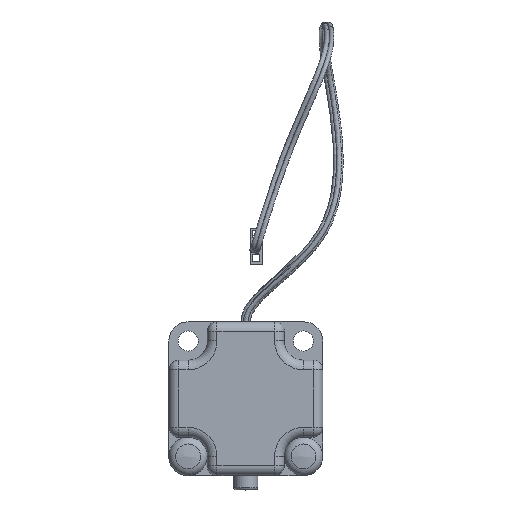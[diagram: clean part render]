
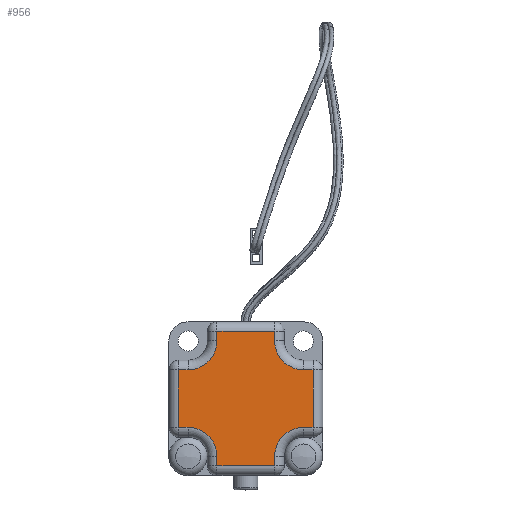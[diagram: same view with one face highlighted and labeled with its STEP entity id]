
A CAD part, top view. The second image highlights one B-rep face of the part: STEP entity #956.
In plain terms, the highlighted face is planar.
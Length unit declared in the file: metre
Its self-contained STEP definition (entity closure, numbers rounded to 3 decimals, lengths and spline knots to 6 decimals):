
#956 = ADVANCED_FACE( '', ( #2012 ), #2013, .F. );
#2012 = FACE_OUTER_BOUND( '', #3254, .T. );
#2013 = PLANE( '', #3255 );
#3254 = EDGE_LOOP( '', ( #6831, #6832, #6833, #6834, #6835, #6836, #6837, #6838, #6839, #6840, #6841, #6842, #6843, #6844, #6845, #6846 ) );
#3255 = AXIS2_PLACEMENT_3D( '', #6847, #6848, #6849 );
#6831 = ORIENTED_EDGE( '', *, *, #8856, .F. );
#6832 = ORIENTED_EDGE( '', *, *, #9424, .F. );
#6833 = ORIENTED_EDGE( '', *, *, #9539, .F. );
#6834 = ORIENTED_EDGE( '', *, *, #9540, .F. );
#6835 = ORIENTED_EDGE( '', *, *, #8883, .F. );
#6836 = ORIENTED_EDGE( '', *, *, #9233, .F. );
#6837 = ORIENTED_EDGE( '', *, *, #9473, .F. );
#6838 = ORIENTED_EDGE( '', *, *, #9541, .F. );
#6839 = ORIENTED_EDGE( '', *, *, #9265, .F. );
#6840 = ORIENTED_EDGE( '', *, *, #9542, .F. );
#6841 = ORIENTED_EDGE( '', *, *, #9543, .F. );
#6842 = ORIENTED_EDGE( '', *, *, #9544, .F. );
#6843 = ORIENTED_EDGE( '', *, *, #9545, .F. );
#6844 = ORIENTED_EDGE( '', *, *, #9546, .F. );
#6845 = ORIENTED_EDGE( '', *, *, #9547, .F. );
#6846 = ORIENTED_EDGE( '', *, *, #8980, .F. );
#6847 = CARTESIAN_POINT( '', ( 0.016, 0.015516, 0. ) );
#6848 = DIRECTION( '', ( 0., 0., 1. ) );
#6849 = DIRECTION( '', ( 1., 0., 0. ) );
#8856 = EDGE_CURVE( '', #10311, #10313, #10314, .T. );
#8883 = EDGE_CURVE( '', #10356, #10358, #10359, .T. );
#8980 = EDGE_CURVE( '', #10313, #10533, #10537, .T. );
#9233 = EDGE_CURVE( '', #10941, #10356, #10943, .T. );
#9265 = EDGE_CURVE( '', #10588, #10989, #10990, .T. );
#9424 = EDGE_CURVE( '', #11225, #10311, #11227, .T. );
#9473 = EDGE_CURVE( '', #11295, #10941, #11297, .T. );
#9539 = EDGE_CURVE( '', #11387, #11225, #11388, .T. );
#9540 = EDGE_CURVE( '', #10358, #11387, #11389, .T. );
#9541 = EDGE_CURVE( '', #10989, #11295, #11390, .T. );
#9542 = EDGE_CURVE( '', #10742, #10588, #11391, .T. );
#9543 = EDGE_CURVE( '', #11392, #10742, #11393, .T. );
#9544 = EDGE_CURVE( '', #11394, #11392, #11395, .T. );
#9545 = EDGE_CURVE( '', #11396, #11394, #11397, .T. );
#9546 = EDGE_CURVE( '', #10632, #11396, #11398, .T. );
#9547 = EDGE_CURVE( '', #10533, #10632, #11399, .T. );
#10311 = VERTEX_POINT( '', #12537 );
#10313 = VERTEX_POINT( '', #12539 );
#10314 = LINE( '', #12540, #12541 );
#10356 = VERTEX_POINT( '', #12591 );
#10358 = VERTEX_POINT( '', #12593 );
#10359 = LINE( '', #12594, #12595 );
#10533 = VERTEX_POINT( '', #12898 );
#10537 = CIRCLE( '', #12902, 0.006 );
#10588 = VERTEX_POINT( '', #12976 );
#10632 = VERTEX_POINT( '', #13031 );
#10742 = VERTEX_POINT( '', #13175 );
#10941 = VERTEX_POINT( '', #13626 );
#10943 = LINE( '', #13628, #13629 );
#10989 = VERTEX_POINT( '', #13687 );
#10990 = LINE( '', #13688, #13689 );
#11225 = VERTEX_POINT( '', #14202 );
#11227 = LINE( '', #14204, #14205 );
#11295 = VERTEX_POINT( '', #14301 );
#11297 = LINE( '', #14303, #14304 );
#11387 = VERTEX_POINT( '', #14481 );
#11388 = LINE( '', #14482, #14483 );
#11389 = CIRCLE( '', #14484, 0.006 );
#11390 = CIRCLE( '', #14485, 0.006 );
#11391 = LINE( '', #14486, #14487 );
#11392 = VERTEX_POINT( '', #14488 );
#11393 = LINE( '', #14489, #14490 );
#11394 = VERTEX_POINT( '', #14491 );
#11395 = CIRCLE( '', #14492, 0.006 );
#11396 = VERTEX_POINT( '', #14493 );
#11397 = LINE( '', #14494, #14495 );
#11398 = LINE( '', #14496, #14497 );
#11399 = LINE( '', #14498, #14499 );
#12537 = CARTESIAN_POINT( '', ( 0.03, 0.022, 0. ) );
#12539 = CARTESIAN_POINT( '', ( 0.028, 0.022, 0. ) );
#12540 = CARTESIAN_POINT( '', ( 0.023, 0.022, 0. ) );
#12541 = VECTOR( '', #15570, 1. );
#12591 = CARTESIAN_POINT( '', ( 0.022, 0.002, 0. ) );
#12593 = CARTESIAN_POINT( '', ( 0.022, 0.004, 0. ) );
#12594 = CARTESIAN_POINT( '', ( 0.022, 0.008758, 0. ) );
#12595 = VECTOR( '', #15612, 1. );
#12898 = CARTESIAN_POINT( '', ( 0.022, 0.028, 0. ) );
#12902 = AXIS2_PLACEMENT_3D( '', #15747, #15748, #15749 );
#12976 = CARTESIAN_POINT( '', ( 0.002, 0.01, 0. ) );
#13031 = CARTESIAN_POINT( '', ( 0.022, 0.03, 0. ) );
#13175 = CARTESIAN_POINT( '', ( 0.002, 0.022, 0. ) );
#13626 = CARTESIAN_POINT( '', ( 0.01, 0.002, 0. ) );
#13628 = CARTESIAN_POINT( '', ( 0.013, 0.002, 0. ) );
#13629 = VECTOR( '', #16029, 1. );
#13687 = CARTESIAN_POINT( '', ( 0.004, 0.01, 0. ) );
#13688 = CARTESIAN_POINT( '', ( 0.009, 0.01, 0. ) );
#13689 = VECTOR( '', #16072, 1. );
#14202 = CARTESIAN_POINT( '', ( 0.03, 0.01, 0. ) );
#14204 = CARTESIAN_POINT( '', ( 0.03, 0.012758, 0. ) );
#14205 = VECTOR( '', #16261, 1. );
#14301 = CARTESIAN_POINT( '', ( 0.01, 0.004, 0. ) );
#14303 = CARTESIAN_POINT( '', ( 0.01, 0.009758, 0. ) );
#14304 = VECTOR( '', #16330, 1. );
#14481 = CARTESIAN_POINT( '', ( 0.028, 0.01, 0. ) );
#14482 = CARTESIAN_POINT( '', ( 0.022, 0.01, 0. ) );
#14483 = VECTOR( '', #16395, 1. );
#14484 = AXIS2_PLACEMENT_3D( '', #16396, #16397, #16398 );
#14485 = AXIS2_PLACEMENT_3D( '', #16399, #16400, #16401 );
#14486 = CARTESIAN_POINT( '', ( 0.002, 0.018758, 0. ) );
#14487 = VECTOR( '', #16402, 1. );
#14488 = CARTESIAN_POINT( '', ( 0.004, 0.022, 0. ) );
#14489 = CARTESIAN_POINT( '', ( 0.01, 0.022, 0. ) );
#14490 = VECTOR( '', #16403, 1. );
#14491 = CARTESIAN_POINT( '', ( 0.01, 0.028, 0. ) );
#14492 = AXIS2_PLACEMENT_3D( '', #16404, #16405, #16406 );
#14493 = CARTESIAN_POINT( '', ( 0.01, 0.03, 0. ) );
#14494 = CARTESIAN_POINT( '', ( 0.01, 0.022758, 0. ) );
#14495 = VECTOR( '', #16407, 1. );
#14496 = CARTESIAN_POINT( '', ( 0.015075, 0.03, 0. ) );
#14497 = VECTOR( '', #16408, 1. );
#14498 = CARTESIAN_POINT( '', ( 0.022, 0.021758, 0. ) );
#14499 = VECTOR( '', #16409, 1. );
#15570 = DIRECTION( '', ( -1., 0., 0. ) );
#15612 = DIRECTION( '', ( 0., 1., 0. ) );
#15747 = CARTESIAN_POINT( '', ( 0.028, 0.028, 0. ) );
#15748 = DIRECTION( '', ( 0., 0., -1. ) );
#15749 = DIRECTION( '', ( -0.707, -0.707, 0. ) );
#16029 = DIRECTION( '', ( 1., 0., 0. ) );
#16072 = DIRECTION( '', ( 1., 0., 0. ) );
#16261 = DIRECTION( '', ( 0., 1., 0. ) );
#16330 = DIRECTION( '', ( 0., -1., 0. ) );
#16395 = DIRECTION( '', ( 1., 0., 0. ) );
#16396 = CARTESIAN_POINT( '', ( 0.028, 0.004, 0. ) );
#16397 = DIRECTION( '', ( 0., 0., -1. ) );
#16398 = DIRECTION( '', ( -0.707, 0.707, 0. ) );
#16399 = CARTESIAN_POINT( '', ( 0.004, 0.004, 0. ) );
#16400 = DIRECTION( '', ( 0., 0., -1. ) );
#16401 = DIRECTION( '', ( 0.707, 0.707, 0. ) );
#16402 = DIRECTION( '', ( 0., -1., 0. ) );
#16403 = DIRECTION( '', ( -1., 0., 0. ) );
#16404 = CARTESIAN_POINT( '', ( 0.004, 0.028, 0. ) );
#16405 = DIRECTION( '', ( 0., 0., -1. ) );
#16406 = DIRECTION( '', ( 0.707, -0.707, 0. ) );
#16407 = DIRECTION( '', ( 0., -1., 0. ) );
#16408 = DIRECTION( '', ( -1., 0., 0. ) );
#16409 = DIRECTION( '', ( 0., 1., 0. ) );
